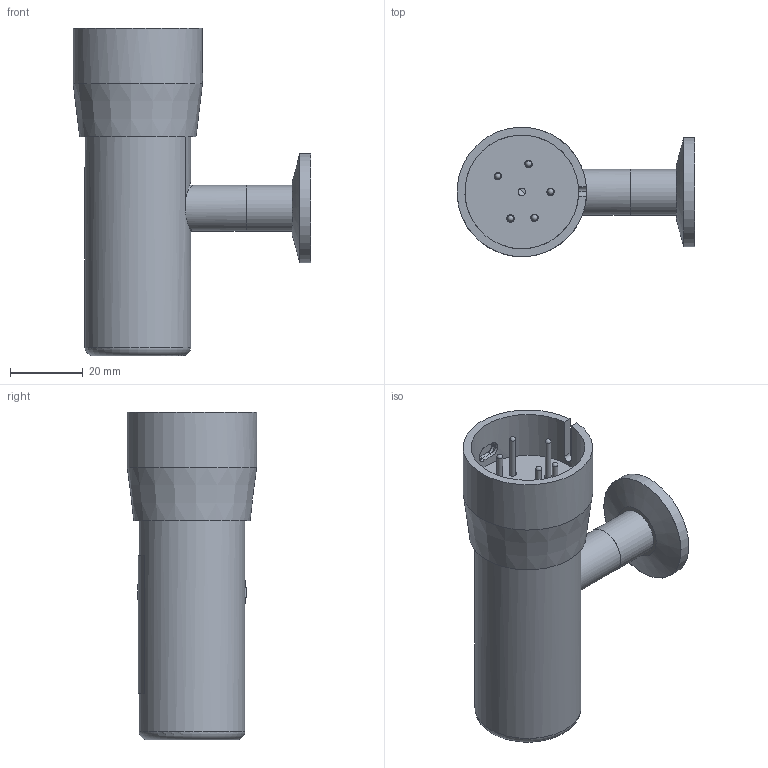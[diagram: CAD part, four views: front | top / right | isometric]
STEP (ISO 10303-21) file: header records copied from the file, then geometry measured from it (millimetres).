
FILE_DESCRIPTION (( 'STEP AP214' ), '1' );
FILE_NAME ('PGE050 KF16.STEP', '2017-06-23T21:02:22', ( '' ), ( '' ), 'SwSTEP 2.0', 'SolidWorks 2013', '' );
FILE_SCHEMA (( 'AUTOMOTIVE_DESIGN' ));
Length unit declared in the file: inch
Products named in the file (1): PGE050 KF16
Bounding box: 65.25 x 35.52 x 89.94 mm (x, y, z)
Volume: 28347.1 mm3; surface area: 44688.2 mm2
Topology: 37 solids, 37 shells, 297 faces, 587 edges, 374 vertices
Faces by surface type: plane 133, cylinder 105, torus 28, cone 13, bspline 13, sphere 5
Full cylindrical faces by diameter (mm): 0.254 x2, 0.508 x4, 0.787 x4, 0.889 x2, 0.914 x2, 1.067 x2, 1.575 x13, 1.778 x2, 2.057 x6, 2.286 x1, 2.54 x1, 3.175 x10, 4.953 x5, 6.35 x1, 10.084 x1, 12.573 x2, 17.526 x1, 23.622 x1, 25.4 x4, 25.603 x2, 26.416 x2, 27.168 x1, 27.178 x1, 28.956 x1, 29.083 x1, 29.337 x1, 29.972 x1, 31.242 x1, 35.56 x1
Entity records: 16150 total; most frequent: CARTESIAN_POINT 6260, DIRECTION 1194, ORIENTED_EDGE 864, AXIS2_PLACEMENT_3D 537, EDGE_LOOP 472, EDGE_CURVE 432, FACE_OUTER_BOUND 396, UNCERTAINTY_MEASURE_WITH_UNIT 336
